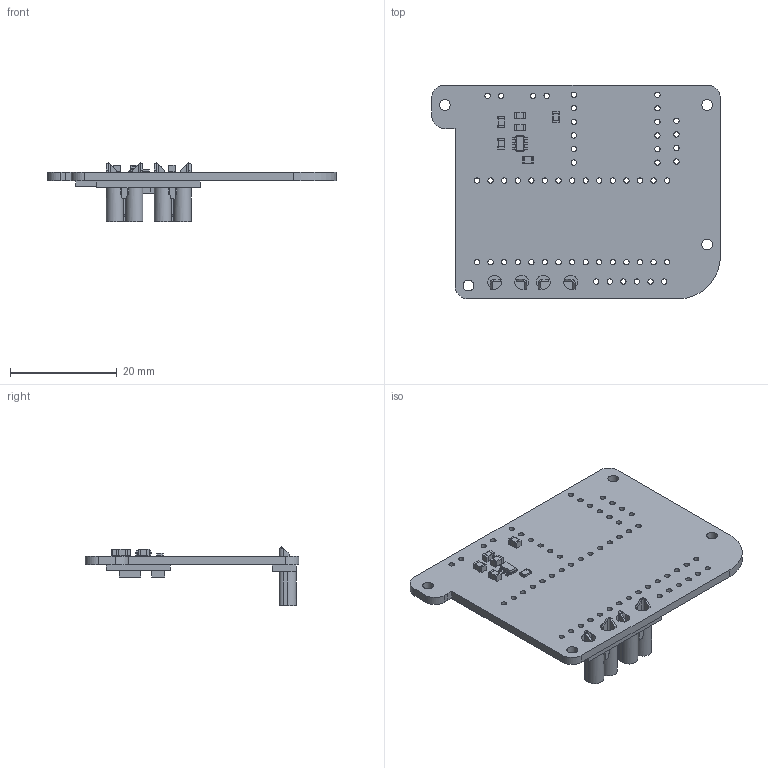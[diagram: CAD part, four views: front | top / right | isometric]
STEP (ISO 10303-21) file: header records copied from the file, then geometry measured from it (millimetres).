
FILE_DESCRIPTION(('KiCad electronic assembly'),'2;1');
FILE_NAME('SumoBotPCBA0013DPRINT.step','2023-05-24T11:41:03',('Pcbnew'), ('Kicad'),'Open CASCADE STEP processor 7.6','KiCad to STEP converter', 'Unknown');
FILE_SCHEMA(('AUTOMOTIVE_DESIGN { 1 0 10303 214 1 1 1 1 }'));
Length unit declared in the file: millimetre
Products named in the file (12): SumoBotPCBA0013DPRINT 1; C_0805_2012Metric; SOLID; TSOT-23-6; R_0805_2012Metric; nRF24L01+_SMD; 3522-2; COMPOUND; _autosave-SumoNyxPCB2.0 PCB
Assembly tree (15 placements, depth 3):
  SumoBotPCBA0013DPRINT 1
    C_0805_2012Metric  x5
      SOLID
    TSOT-23-6
      SOLID
    R_0805_2012Metric
      SOLID
    nRF24L01+_SMD
      SOLID
    3522-2
      COMPOUND
    _autosave-SumoNyxPCB2.0 PCB
Bounding box: 54 x 40 x 11.1 mm (x, y, z)
Volume: 3557.7 mm3; surface area: 5973.7 mm2
Topology: 16 solids, 16 shells, 619 faces, 1648 edges, 1080 vertices
Faces by surface type: plane 368, cylinder 213, bspline 30, torus 8
Full cylindrical faces by diameter (mm): 0.7 x8, 1 x56, 2 x4, 2.59 x4
Entity records: 36592 total; most frequent: CARTESIAN_POINT 7683, DIRECTION 5022, LINE 3246, VECTOR 3246, ORIENTED_EDGE 2720, PCURVE 2720, DEFINITIONAL_REPRESENTATION 2720, EDGE_CURVE 1360
